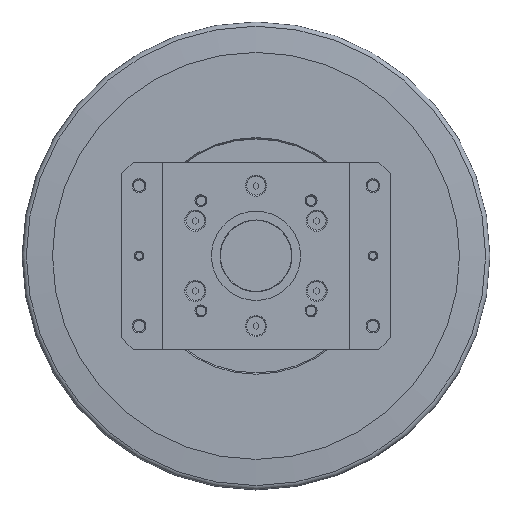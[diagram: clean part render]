
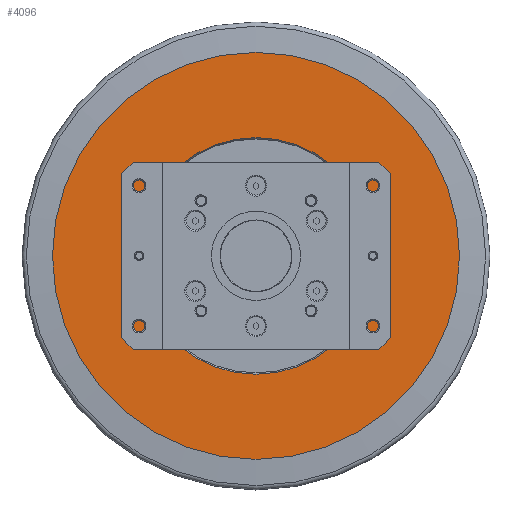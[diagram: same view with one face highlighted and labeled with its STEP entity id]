
A CAD part, top view. The second image highlights one B-rep face of the part: STEP entity #4096.
In plain terms, the highlighted planar face has unit normal (0, 0, 1).
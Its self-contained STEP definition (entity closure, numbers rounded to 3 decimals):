
#832=FACE_BOUND('',#1243,.T.);
#999=FACE_OUTER_BOUND('',#1242,.T.);
#1242=EDGE_LOOP('',(#3234,#3235));
#1243=EDGE_LOOP('',(#3236));
#1454=CIRCLE('',#4448,87.);
#1455=CIRCLE('',#4449,87.);
#1456=CIRCLE('',#4451,50.577);
#1823=VERTEX_POINT('',#6626);
#1824=VERTEX_POINT('',#6628);
#1825=VERTEX_POINT('',#6632);
#2328=EDGE_CURVE('',#1823,#1824,#1454,.T.);
#2329=EDGE_CURVE('',#1824,#1823,#1455,.T.);
#2330=EDGE_CURVE('',#1825,#1825,#1456,.T.);
#3234=ORIENTED_EDGE('',*,*,#2329,.F.);
#3235=ORIENTED_EDGE('',*,*,#2328,.F.);
#3236=ORIENTED_EDGE('',*,*,#2330,.F.);
#3698=PLANE('',#4453);
#4096=ADVANCED_FACE('',(#999,#832),#3698,.T.);
#4448=AXIS2_PLACEMENT_3D('',#6629,#5415,#5416);
#4449=AXIS2_PLACEMENT_3D('',#6630,#5417,#5418);
#4451=AXIS2_PLACEMENT_3D('',#6633,#5421,#5422);
#4453=AXIS2_PLACEMENT_3D('',#6637,#5426,#5427);
#5415=DIRECTION('center_axis',(0.,0.,-1.));
#5416=DIRECTION('ref_axis',(-1.,0.,0.));
#5417=DIRECTION('center_axis',(0.,0.,-1.));
#5418=DIRECTION('ref_axis',(-1.,0.,0.));
#5421=DIRECTION('center_axis',(0.,0.,1.));
#5422=DIRECTION('ref_axis',(0.,-1.,0.));
#5426=DIRECTION('center_axis',(0.,0.,1.));
#5427=DIRECTION('ref_axis',(1.,0.,0.));
#6626=CARTESIAN_POINT('',(0.,-87.,24.8));
#6628=CARTESIAN_POINT('',(0.,87.,24.8));
#6629=CARTESIAN_POINT('Origin',(0.,0.,
24.8));
#6630=CARTESIAN_POINT('Origin',(0.,0.,
24.8));
#6632=CARTESIAN_POINT('',(0.,50.577,24.8));
#6633=CARTESIAN_POINT('Origin',(0.,0.,
24.8));
#6637=CARTESIAN_POINT('Origin',(0.,77.,24.8));
